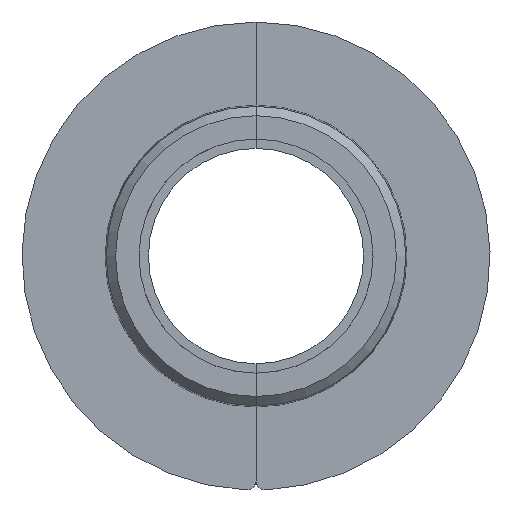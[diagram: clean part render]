
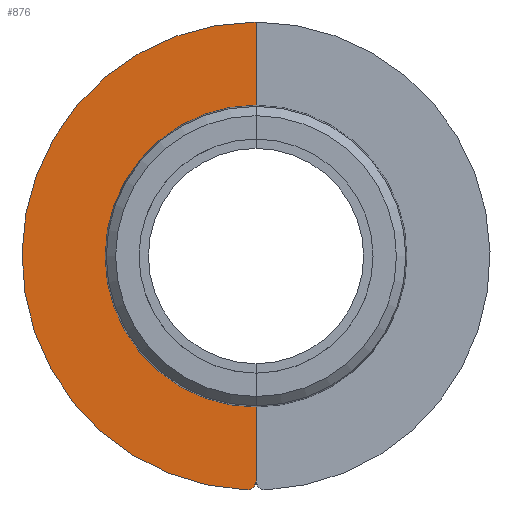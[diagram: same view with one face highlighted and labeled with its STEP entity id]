
A CAD part, left-side view. The second image highlights one B-rep face of the part: STEP entity #876.
In plain terms, the highlighted planar face has unit normal (-1, 0, 0).
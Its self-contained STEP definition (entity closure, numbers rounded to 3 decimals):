
#109 = DIRECTION ( 'NONE',  ( 0., 0.866, 0.5 ) ) ;
#397 = CARTESIAN_POINT ( 'NONE',  ( 0., 1.042, -24.978 ) ) ;
#478 = ORIENTED_EDGE ( 'NONE', *, *, #4259, .F. ) ;
#507 = CARTESIAN_POINT ( 'NONE',  ( 0., 0., -23.979 ) ) ;
#531 = EDGE_CURVE ( 'NONE', #2489, #2524, #4979, .T. ) ;
#668 = LINE ( 'NONE', #1878, #4677 ) ;
#746 = CIRCLE ( 'NONE', #4464, 1. ) ;
#802 = EDGE_CURVE ( 'NONE', #1443, #1361, #746, .T. ) ;
#876 = ADVANCED_FACE ( 'NONE', ( #5138 ), #5111, .T. ) ;
#929 = EDGE_LOOP ( 'NONE', ( #478, #2743, #3512, #1615, #4894, #4000, #3493 ) ) ;
#1026 = EDGE_CURVE ( 'NONE', #1361, #2489, #2260, .T. ) ;
#1085 = VERTEX_POINT ( 'NONE', #1696 ) ;
#1252 = CARTESIAN_POINT ( 'NONE',  ( 0., 1., -23.979 ) ) ;
#1296 = DIRECTION ( 'NONE',  ( 1., 0., 0. ) ) ;
#1323 = AXIS2_PLACEMENT_3D ( 'NONE', #1900, #2795, #2823 ) ;
#1361 = VERTEX_POINT ( 'NONE', #397 ) ;
#1404 = DIRECTION ( 'NONE',  ( 1., 0., 0. ) ) ;
#1443 = VERTEX_POINT ( 'NONE', #4206 ) ;
#1561 = DIRECTION ( 'NONE',  ( 1., 0., 0. ) ) ;
#1582 = VERTEX_POINT ( 'NONE', #1660 ) ;
#1615 = ORIENTED_EDGE ( 'NONE', *, *, #2944, .T. ) ;
#1660 = CARTESIAN_POINT ( 'NONE',  ( 0., 0., -16.125 ) ) ;
#1696 = CARTESIAN_POINT ( 'NONE',  ( 0., 0., 16.125 ) ) ;
#1843 = EDGE_CURVE ( 'NONE', #1085, #1582, #3649, .T. ) ;
#1878 = CARTESIAN_POINT ( 'NONE',  ( 0., 0., 16.125 ) ) ;
#1900 = CARTESIAN_POINT ( 'NONE',  ( 0., 0., 0. ) ) ;
#1913 = DIRECTION ( 'NONE',  ( -1., 0., 0. ) ) ;
#1939 = CARTESIAN_POINT ( 'NONE',  ( 0., 0., 0. ) ) ;
#2023 = CARTESIAN_POINT ( 'NONE',  ( 0., 21.651, 12.5 ) ) ;
#2141 = EDGE_CURVE ( 'NONE', #2877, #1582, #2604, .T. ) ;
#2260 = CIRCLE ( 'NONE', #4073, 25. ) ;
#2489 = VERTEX_POINT ( 'NONE', #2023 ) ;
#2498 = CIRCLE ( 'NONE', #3701, 1. ) ;
#2524 = VERTEX_POINT ( 'NONE', #3618 ) ;
#2540 = DIRECTION ( 'NONE',  ( 0., -0.692, -0.722 ) ) ;
#2604 = LINE ( 'NONE', #4682, #3049 ) ;
#2743 = ORIENTED_EDGE ( 'NONE', *, *, #2141, .T. ) ;
#2780 = DIRECTION ( 'NONE',  ( 0., 0.866, 0.5 ) ) ;
#2795 = DIRECTION ( 'NONE',  ( -1., 0., 0. ) ) ;
#2823 = DIRECTION ( 'NONE',  ( 0., 0., 1. ) ) ;
#2877 = VERTEX_POINT ( 'NONE', #507 ) ;
#2944 = EDGE_CURVE ( 'NONE', #1085, #2524, #668, .T. ) ;
#3049 = VECTOR ( 'NONE', #4276, 1000. ) ;
#3493 = ORIENTED_EDGE ( 'NONE', *, *, #802, .F. ) ;
#3512 = ORIENTED_EDGE ( 'NONE', *, *, #1843, .F. ) ;
#3618 = CARTESIAN_POINT ( 'NONE',  ( 0., 0., 25. ) ) ;
#3631 = DIRECTION ( 'NONE',  ( 1., 0., 0. ) ) ;
#3649 = CIRCLE ( 'NONE', #1323, 16.125 ) ;
#3686 = DIRECTION ( 'NONE',  ( 0., -0.692, -0.722 ) ) ;
#3701 = AXIS2_PLACEMENT_3D ( 'NONE', #1252, #3631, #3686 ) ;
#3751 = CARTESIAN_POINT ( 'NONE',  ( 0., 1., -23.979 ) ) ;
#4000 = ORIENTED_EDGE ( 'NONE', *, *, #1026, .F. ) ;
#4073 = AXIS2_PLACEMENT_3D ( 'NONE', #1939, #1561, #2780 ) ;
#4109 = AXIS2_PLACEMENT_3D ( 'NONE', #4302, #1404, #109 ) ;
#4206 = CARTESIAN_POINT ( 'NONE',  ( 0., 0.308, -24.701 ) ) ;
#4259 = EDGE_CURVE ( 'NONE', #2877, #1443, #2498, .T. ) ;
#4276 = DIRECTION ( 'NONE',  ( 0., 0., 1. ) ) ;
#4302 = CARTESIAN_POINT ( 'NONE',  ( 0., 0., 0. ) ) ;
#4326 = DIRECTION ( 'NONE',  ( 0., 0., 1. ) ) ;
#4353 = CARTESIAN_POINT ( 'NONE',  ( 0., 0., 19.563 ) ) ;
#4380 = AXIS2_PLACEMENT_3D ( 'NONE', #4353, #1913, #4326 ) ;
#4464 = AXIS2_PLACEMENT_3D ( 'NONE', #3751, #1296, #2540 ) ;
#4677 = VECTOR ( 'NONE', #5233, 1000. ) ;
#4682 = CARTESIAN_POINT ( 'NONE',  ( 0., 0., -23.979 ) ) ;
#4894 = ORIENTED_EDGE ( 'NONE', *, *, #531, .F. ) ;
#4979 = CIRCLE ( 'NONE', #4109, 25. ) ;
#5111 = PLANE ( 'NONE',  #4380 ) ;
#5138 = FACE_OUTER_BOUND ( 'NONE', #929, .T. ) ;
#5233 = DIRECTION ( 'NONE',  ( 0., 0., 1. ) ) ;
